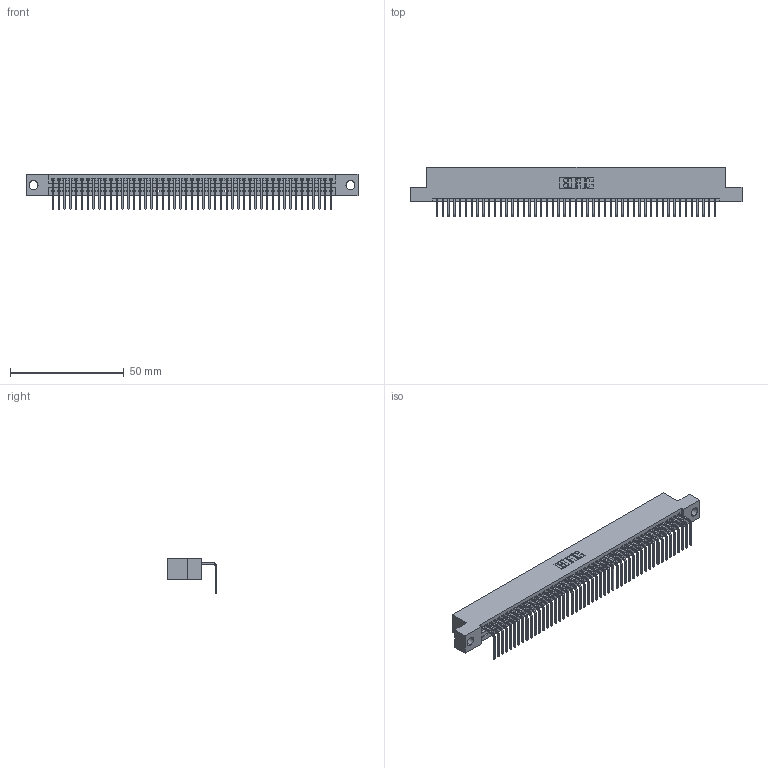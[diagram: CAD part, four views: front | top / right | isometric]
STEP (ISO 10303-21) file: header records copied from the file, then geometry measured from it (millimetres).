
FILE_DESCRIPTION (( 'STEP AP203' ), '1' );
FILE_NAME ('345-049-558-104.STEP', '2021-06-09T17:00:53', ( '' ), ( '' ), 'SwSTEP 2.0', 'SolidWorks 2020', '' );
FILE_SCHEMA (( 'CONFIG_CONTROL_DESIGN' ));
Length unit declared in the file: inch
Products named in the file (3): 345-292-001_558 Tail - 2; 345-049-558-104; 345 Part_Flush Mounting Lugs - 0.156 Dia-TI
Assembly tree (50 placements, depth 2):
  345-049-558-104
    345 Part_Flush Mounting Lugs - 0.156 Dia-TI
    345-292-001_558 Tail - 2  x49
Bounding box: 145.67 x 21.83 x 15.37 mm (x, y, z)
Volume: 13950.4 mm3; surface area: 19435.8 mm2
Topology: 50 solids, 50 shells, 3080 faces, 9295 edges, 6130 vertices
Faces by surface type: plane 2152, cylinder 928
Entity records: 36439 total; most frequent: CARTESIAN_POINT 6321, ORIENTED_EDGE 6302, DIRECTION 5509, EDGE_CURVE 3151, VECTOR 2823, LINE 2823, VERTEX_POINT 2098, AXIS2_PLACEMENT_3D 1343
